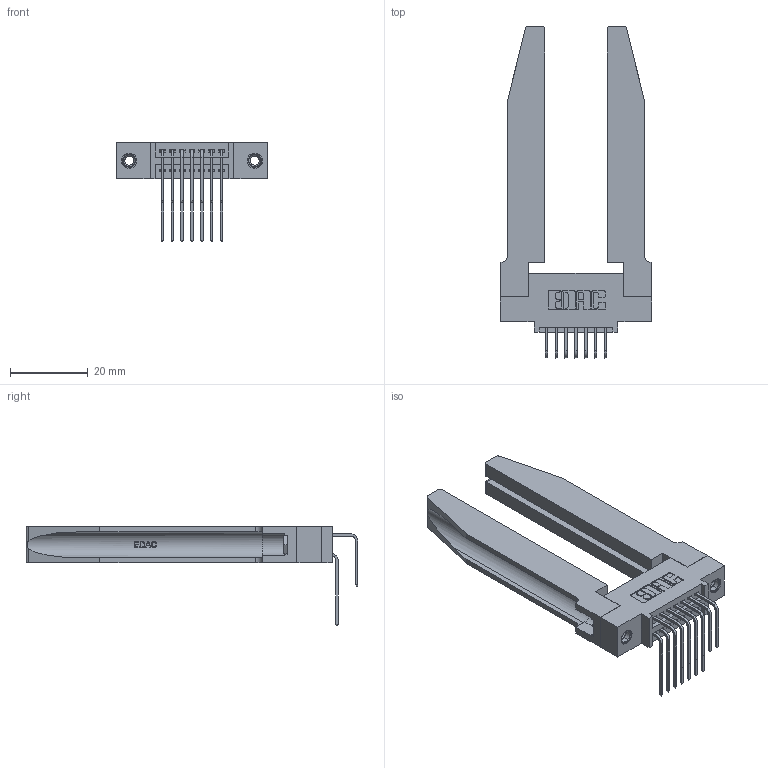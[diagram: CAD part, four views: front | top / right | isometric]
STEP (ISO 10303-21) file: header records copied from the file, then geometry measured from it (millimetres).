
FILE_DESCRIPTION (( 'STEP AP203' ), '1' );
FILE_NAME ('395-014-558-578.STEP', '2019-10-15T16:54:15', ( '' ), ( '' ), 'SwSTEP 2.0', 'SolidWorks 2016', '' );
FILE_SCHEMA (( 'CONFIG_CONTROL_DESIGN' ));
Length unit declared in the file: inch
Products named in the file (6): 395-014-558-578; 345 Part_0.110 Offset - 0.156 Dia-TH; 345-292-001_558 559 Tail - 1; 345-292-001_558 Tail - 2; 345-250-001_345-250-001-102; 345-220-078_345-220-078
Assembly tree (19 placements, depth 2):
  395-014-558-578
    345 Part_0.110 Offset - 0.156 Dia-TH
    345-292-001_558 559 Tail - 1  x7
    345-292-001_558 Tail - 2  x7
    345-250-001_345-250-001-102  x2
    345-220-078_345-220-078  x2
Bounding box: 39.01 x 85.59 x 25.53 mm (x, y, z)
Volume: 11242.8 mm3; surface area: 11766 mm2
Topology: 19 solids, 19 shells, 1092 faces, 3131 edges, 2058 vertices
Faces by surface type: plane 716, cylinder 324, bspline 36, cone 12, torus 4
Entity records: 16728 total; most frequent: CARTESIAN_POINT 3802, ORIENTED_EDGE 2582, DIRECTION 2361, EDGE_CURVE 1291, LINE 997, VECTOR 997, VERTEX_POINT 852, AXIS2_PLACEMENT_3D 682
